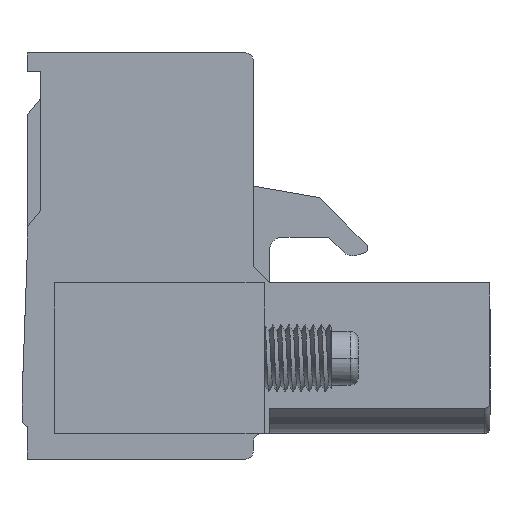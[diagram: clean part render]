
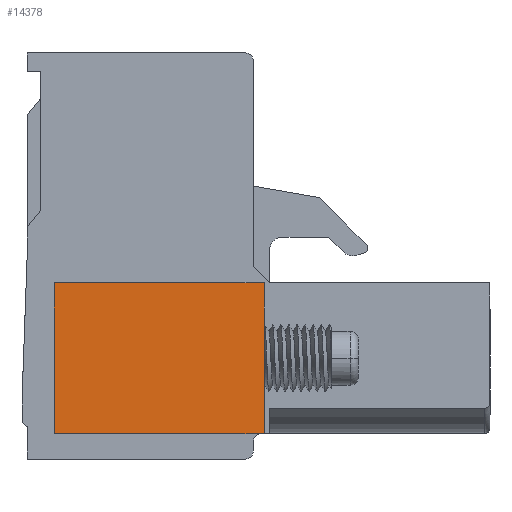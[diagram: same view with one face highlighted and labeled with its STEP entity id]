
A CAD part, left-side view. The second image highlights one B-rep face of the part: STEP entity #14378.
In plain terms, the highlighted planar face has unit normal (-1, 0, 0).
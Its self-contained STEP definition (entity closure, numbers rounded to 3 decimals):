
#639 = CARTESIAN_POINT ( 'NONE',  ( -5., 16.2, 6.55 ) ) ;
#680 = AXIS2_PLACEMENT_3D ( 'NONE', #29611, #6583, #29764 ) ;
#2592 = EDGE_CURVE ( 'NONE', #14551, #12103, #3275, .T. ) ;
#3275 = LINE ( 'NONE', #12362, #19718 ) ;
#3870 = PLANE ( 'NONE',  #680 ) ;
#5170 = CARTESIAN_POINT ( 'NONE',  ( -5., 16.2, 0.95 ) ) ;
#5623 = EDGE_CURVE ( 'NONE', #13533, #23845, #6704, .T. ) ;
#6583 = DIRECTION ( 'NONE',  ( -1., 0., 0. ) ) ;
#6704 = LINE ( 'NONE', #29137, #8901 ) ;
#7596 = LINE ( 'NONE', #5170, #18413 ) ;
#7763 = VECTOR ( 'NONE', #12307, 1000. ) ;
#8000 = CARTESIAN_POINT ( 'NONE',  ( -5., 16.2, 6.55 ) ) ;
#8901 = VECTOR ( 'NONE', #15912, 1000. ) ;
#9005 = FACE_OUTER_BOUND ( 'NONE', #24503, .T. ) ;
#9740 = EDGE_CURVE ( 'NONE', #14551, #13533, #7596, .T. ) ;
#11135 = EDGE_CURVE ( 'NONE', #12103, #23845, #28538, .T. ) ;
#12103 = VERTEX_POINT ( 'NONE', #8000 ) ;
#12307 = DIRECTION ( 'NONE',  ( 0., -1., 0. ) ) ;
#12362 = CARTESIAN_POINT ( 'NONE',  ( -5., 16.2, 0.95 ) ) ;
#13533 = VERTEX_POINT ( 'NONE', #28992 ) ;
#14378 = ADVANCED_FACE ( 'NONE', ( #9005 ), #3870, .T. ) ;
#14551 = VERTEX_POINT ( 'NONE', #24382 ) ;
#15912 = DIRECTION ( 'NONE',  ( 0., 0., 1. ) ) ;
#17630 = CARTESIAN_POINT ( 'NONE',  ( -5., 8.4, 6.55 ) ) ;
#18413 = VECTOR ( 'NONE', #26235, 1000. ) ;
#19718 = VECTOR ( 'NONE', #21549, 1000. ) ;
#20421 = ORIENTED_EDGE ( 'NONE', *, *, #9740, .T. ) ;
#20540 = ORIENTED_EDGE ( 'NONE', *, *, #11135, .F. ) ;
#21549 = DIRECTION ( 'NONE',  ( 0., 0., 1. ) ) ;
#22463 = ORIENTED_EDGE ( 'NONE', *, *, #5623, .T. ) ;
#23845 = VERTEX_POINT ( 'NONE', #17630 ) ;
#24382 = CARTESIAN_POINT ( 'NONE',  ( -5., 16.2, 0.95 ) ) ;
#24503 = EDGE_LOOP ( 'NONE', ( #22463, #20540, #28139, #20421 ) ) ;
#26235 = DIRECTION ( 'NONE',  ( 0., -1., 0. ) ) ;
#28139 = ORIENTED_EDGE ( 'NONE', *, *, #2592, .F. ) ;
#28538 = LINE ( 'NONE', #639, #7763 ) ;
#28992 = CARTESIAN_POINT ( 'NONE',  ( -5., 8.4, 0.95 ) ) ;
#29137 = CARTESIAN_POINT ( 'NONE',  ( -5., 8.4, 0.95 ) ) ;
#29611 = CARTESIAN_POINT ( 'NONE',  ( -5., 16.2, 0.95 ) ) ;
#29764 = DIRECTION ( 'NONE',  ( 0., -1., 0. ) ) ;
